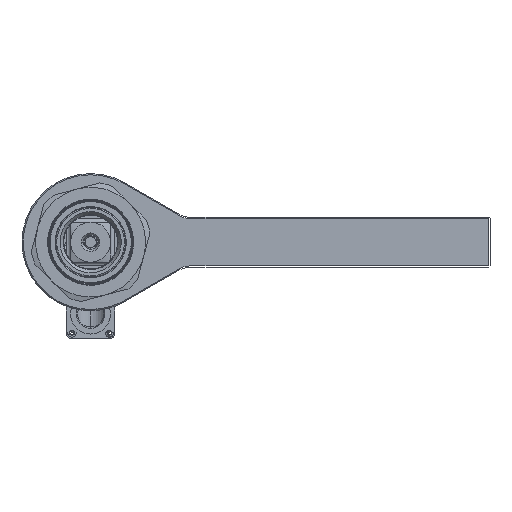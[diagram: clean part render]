
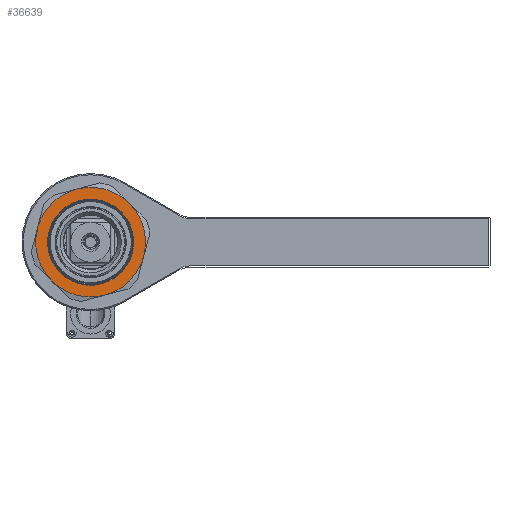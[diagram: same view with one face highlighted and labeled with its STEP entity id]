
A CAD part, left-side view. The second image highlights one B-rep face of the part: STEP entity #36639.
In plain terms, the highlighted planar face has unit normal (-1, 0, 0).
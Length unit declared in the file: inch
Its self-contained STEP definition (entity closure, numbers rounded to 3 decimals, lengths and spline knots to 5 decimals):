
#35800=CARTESIAN_POINT('',(-17.5828,0.005,0.));
#35801=DIRECTION('',(-1.,0.,0.));
#35802=DIRECTION('',(0.,0.707,-0.707));
#35803=AXIS2_PLACEMENT_3D('',#35800,#35801,#35802);
#35805=CARTESIAN_POINT('',(-17.5828,0.005,0.));
#35806=DIRECTION('',(-1.,0.,0.));
#35807=DIRECTION('',(0.,0.966,0.259));
#35808=AXIS2_PLACEMENT_3D('',#35805,#35806,#35807);
#35810=CARTESIAN_POINT('',(-17.5828,0.005,0.));
#35811=DIRECTION('',(-1.,0.,0.));
#35812=DIRECTION('',(0.,-0.707,0.707));
#35813=AXIS2_PLACEMENT_3D('',#35810,#35811,#35812);
#35815=CARTESIAN_POINT('',(-17.5828,0.005,0.));
#35816=DIRECTION('',(-1.,0.,0.));
#35817=DIRECTION('',(0.,-0.966,-0.259));
#35818=AXIS2_PLACEMENT_3D('',#35815,#35816,#35817);
#35820=CARTESIAN_POINT('',(-17.5828,0.005,0.));
#35821=DIRECTION('',(-1.,0.,0.));
#35822=DIRECTION('',(0.,0.707,-0.707));
#35823=AXIS2_PLACEMENT_3D('',#35820,#35821,#35822);
#35825=CARTESIAN_POINT('',(-17.5828,0.005,0.));
#35826=DIRECTION('',(-1.,0.,0.));
#35827=DIRECTION('',(0.,-0.707,0.707));
#35828=AXIS2_PLACEMENT_3D('',#35825,#35826,#35827);
#35865=CARTESIAN_POINT('',(-17.5828,0.005,0.));
#35866=DIRECTION('',(-1.,0.,0.));
#35867=DIRECTION('',(0.,-0.259,-0.966));
#35868=AXIS2_PLACEMENT_3D('',#35865,#35866,#35867);
#35895=CARTESIAN_POINT('',(-17.5828,0.005,0.));
#35896=DIRECTION('',(-1.,0.,0.));
#35897=DIRECTION('',(0.,0.259,0.966));
#35898=AXIS2_PLACEMENT_3D('',#35895,#35896,#35897);
#35930=CARTESIAN_POINT('',(-17.5828,-0.35088,-1.32815));
#35970=CARTESIAN_POINT('',(-17.5828,0.97727,-0.97227));
#36010=CARTESIAN_POINT('',(-17.5828,1.33315,0.35588));
#36050=CARTESIAN_POINT('',(-17.5828,0.36088,1.32815));
#36070=CARTESIAN_POINT('',(-17.5828,-0.96727,0.97227));
#36130=CARTESIAN_POINT('',(-17.5828,-1.32315,-0.35588));
#36576=VERTEX_POINT('',#36050);
#36577=VERTEX_POINT('',#36070);
#36578=VERTEX_POINT('',#36130);
#36582=VERTEX_POINT('',#35930);
#36583=VERTEX_POINT('',#35970);
#36584=VERTEX_POINT('',#36010);
#36585=CARTESIAN_POINT('',(-17.5828,-0.75726,0.76226));
#36586=CARTESIAN_POINT('',(-17.5828,0.76726,-0.76226));
#36587=VERTEX_POINT('',#36585);
#36588=VERTEX_POINT('',#36586);
#36614=CARTESIAN_POINT('',(-17.5828,0.005,0.));
#36615=DIRECTION('',(1.,0.,0.));
#36616=DIRECTION('',(0.,-0.707,0.707));
#36617=AXIS2_PLACEMENT_3D('',#36614,#36615,#36616);
#36618=PLANE('',#36617);
#36620=ORIENTED_EDGE('',*,*,#36619,.F.);
#36622=ORIENTED_EDGE('',*,*,#36621,.F.);
#36624=ORIENTED_EDGE('',*,*,#36623,.F.);
#36626=ORIENTED_EDGE('',*,*,#36625,.F.);
#36628=ORIENTED_EDGE('',*,*,#36627,.F.);
#36630=ORIENTED_EDGE('',*,*,#36629,.F.);
#36631=EDGE_LOOP('',(#36620,#36622,#36624,#36626,#36628,#36630));
#36632=FACE_OUTER_BOUND('',#36631,.F.);
#36634=ORIENTED_EDGE('',*,*,#36633,.T.);
#36636=ORIENTED_EDGE('',*,*,#36635,.T.);
#36637=EDGE_LOOP('',(#36634,#36636));
#36638=FACE_BOUND('',#36637,.F.);
#36639=ADVANCED_FACE('',(#36632,#36638),#36618,.F.);
#35804=CIRCLE('',#35803,1.375);
#35809=CIRCLE('',#35808,1.375);
#35814=CIRCLE('',#35813,1.375);
#35819=CIRCLE('',#35818,1.375);
#35824=CIRCLE('',#35823,1.078);
#35829=CIRCLE('',#35828,1.078);
#35869=CIRCLE('',#35868,1.375);
#35899=CIRCLE('',#35898,1.375);
#36619=EDGE_CURVE('',#36582,#36578,#35869,.T.);
#36621=EDGE_CURVE('',#36583,#36582,#35804,.T.);
#36623=EDGE_CURVE('',#36584,#36583,#35809,.T.);
#36625=EDGE_CURVE('',#36576,#36584,#35899,.T.);
#36627=EDGE_CURVE('',#36577,#36576,#35814,.T.);
#36629=EDGE_CURVE('',#36578,#36577,#35819,.T.);
#36633=EDGE_CURVE('',#36588,#36587,#35824,.T.);
#36635=EDGE_CURVE('',#36587,#36588,#35829,.T.);
